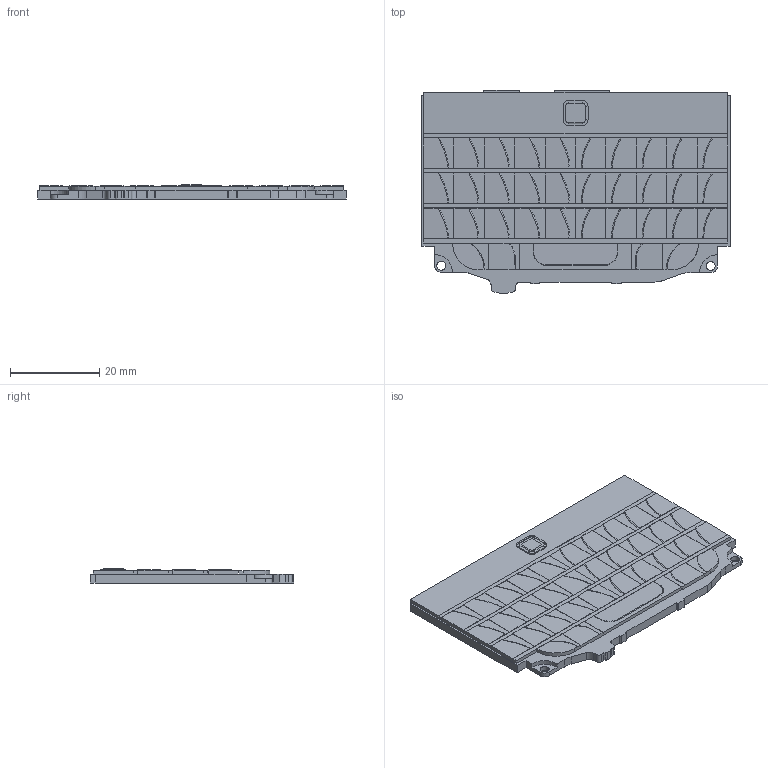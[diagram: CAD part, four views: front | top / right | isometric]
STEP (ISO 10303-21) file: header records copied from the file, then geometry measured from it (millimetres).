
FILE_DESCRIPTION(/* description */ (''),/* implementation_level */ '2;1');
FILE_NAME(/* name */ 'bbq20-kb.step',/* time_stamp */ '2024-08-15T00:20:37+08:00',/* author */ (''),/* organization */ (''),/* preprocessor_version */ 'ST-DEVELOPER v20',/* originating_system */ 'Autodesk Translation Framework v13.14.0.145',/* authorisation */ '');
FILE_SCHEMA (('AUTOMOTIVE_DESIGN { 1 0 10303 214 3 1 1 }'));
Length unit declared in the file: millimetre
Products named in the file (12): bbq20-kb; BBQ20KBD v12; BBQ20_LEFT_BUTTONS v4; BBQ20_RIGHT_BUTTONS v4; Metal_Beam v2; Button_Row v4; BBQ20_BOTTOM_LEFT_BUTTON v3; BBQ20_BOTTOM_RIGHT_BUTTON v3; BBQ20_BOTTOM_LEFT_INNER_BUTTON v4; BBQ20_BOTTOM_RIGHT_INNTER_BUTTON v4; BBQ20_SPACE_BAR v4; BBQ20_BASE v4
Assembly tree (42 placements, depth 3):
  bbq20-kb
    BBQ20KBD v12
      BBQ20_LEFT_BUTTONS v4  x15
      BBQ20_RIGHT_BUTTONS v4  x15
      Metal_Beam v2  x4
      Button_Row v4
      BBQ20_BOTTOM_LEFT_BUTTON v3
      BBQ20_BOTTOM_RIGHT_BUTTON v3
      BBQ20_BOTTOM_LEFT_INNER_BUTTON v4
      BBQ20_BOTTOM_RIGHT_INNTER_BUTTON v4
      BBQ20_SPACE_BAR v4
      BBQ20_BASE v4
Bounding box: 68.98 x 45.53 x 3.15 mm (x, y, z)
Volume: 7819.7 mm3; surface area: 12736.6 mm2
Topology: 42 solids, 42 shells, 409 faces, 976 edges, 642 vertices
Faces by surface type: plane 327, bspline 46, cylinder 32, torus 4
Full cylindrical faces by diameter (mm): 2 x2
Entity records: 6898 total; most frequent: CARTESIAN_POINT 2321, DIRECTION 862, ORIENTED_EDGE 852, EDGE_CURVE 426, LINE 310, VECTOR 310, VERTEX_POINT 282, AXIS2_PLACEMENT_3D 276
